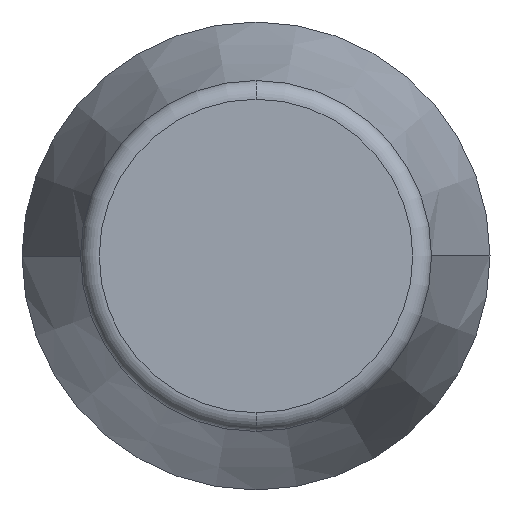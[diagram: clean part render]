
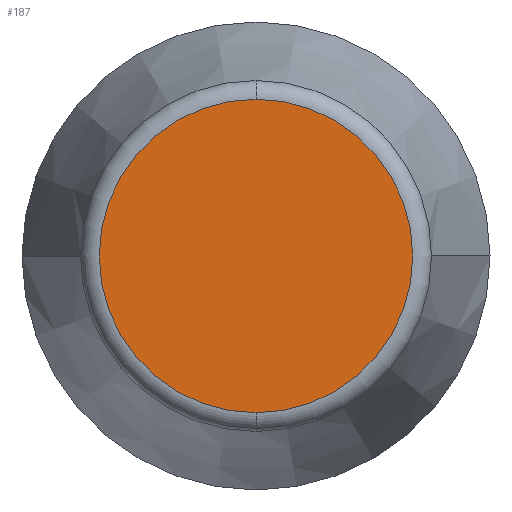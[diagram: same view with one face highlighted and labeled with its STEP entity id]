
A CAD part, front view. The second image highlights one B-rep face of the part: STEP entity #187.
In plain terms, the highlighted planar face has unit normal (0, -1, 0).
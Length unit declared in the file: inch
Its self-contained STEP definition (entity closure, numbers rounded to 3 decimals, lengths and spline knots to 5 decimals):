
#3 = CARTESIAN_POINT ( 'NONE',  ( 0., 0., -0.08375 ) ) ;
#5 = CIRCLE ( 'NONE', #145, 0.08375 ) ;
#8 = EDGE_CURVE ( 'NONE', #179, #114, #279, .T. ) ;
#11 = AXIS2_PLACEMENT_3D ( 'NONE', #154, #155, #216 ) ;
#32 = PLANE ( 'NONE',  #240 ) ;
#59 = ORIENTED_EDGE ( 'NONE', *, *, #84, .T. ) ;
#60 = FACE_OUTER_BOUND ( 'NONE', #188, .T. ) ;
#68 = DIRECTION ( 'NONE',  ( 0., 0., -1. ) ) ;
#69 = CARTESIAN_POINT ( 'NONE',  ( 0., 0., 0. ) ) ;
#84 = EDGE_CURVE ( 'NONE', #114, #179, #5, .T. ) ;
#106 = CARTESIAN_POINT ( 'NONE',  ( 0., 0., 0. ) ) ;
#114 = VERTEX_POINT ( 'NONE', #246 ) ;
#145 = AXIS2_PLACEMENT_3D ( 'NONE', #69, #222, #339 ) ;
#154 = CARTESIAN_POINT ( 'NONE',  ( 0., 0., 0. ) ) ;
#155 = DIRECTION ( 'NONE',  ( 0., -1., 0. ) ) ;
#179 = VERTEX_POINT ( 'NONE', #3 ) ;
#187 = ADVANCED_FACE ( 'NONE', ( #60 ), #32, .T. ) ;
#188 = EDGE_LOOP ( 'NONE', ( #252, #59 ) ) ;
#216 = DIRECTION ( 'NONE',  ( 0., 0., -1. ) ) ;
#222 = DIRECTION ( 'NONE',  ( 0., -1., 0. ) ) ;
#240 = AXIS2_PLACEMENT_3D ( 'NONE', #106, #326, #68 ) ;
#246 = CARTESIAN_POINT ( 'NONE',  ( 0., 0., 0.08375 ) ) ;
#252 = ORIENTED_EDGE ( 'NONE', *, *, #8, .T. ) ;
#279 = CIRCLE ( 'NONE', #11, 0.08375 ) ;
#326 = DIRECTION ( 'NONE',  ( 0., -1., 0. ) ) ;
#339 = DIRECTION ( 'NONE',  ( 0., 0., -1. ) ) ;
